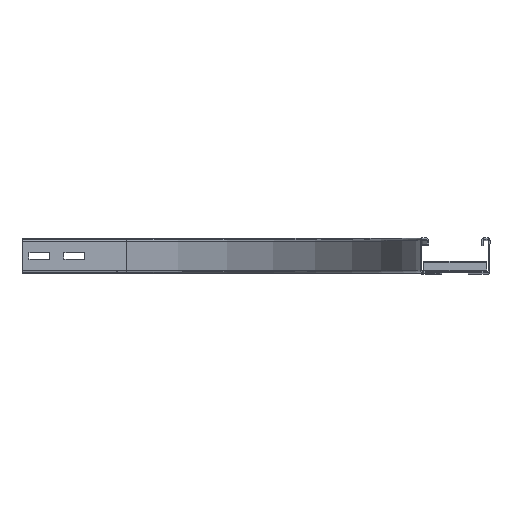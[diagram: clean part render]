
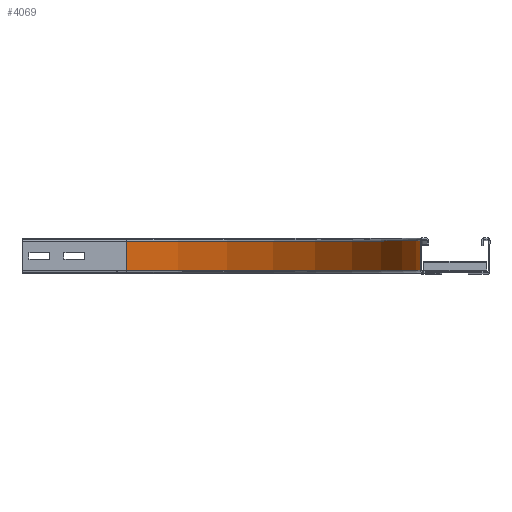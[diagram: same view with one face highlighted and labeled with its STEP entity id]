
A CAD part, top view. The second image highlights one B-rep face of the part: STEP entity #4069.
In plain terms, the highlighted cylindrical face has radius 420 mm (diameter 840 mm), a partial arc.
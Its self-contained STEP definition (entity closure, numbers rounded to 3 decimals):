
#136=CIRCLE('',#4448,420.);
#138=CIRCLE('',#4451,420.);
#236=CYLINDRICAL_SURFACE('',#4450,420.);
#318=FACE_OUTER_BOUND('',#578,.T.);
#578=EDGE_LOOP('',(#2848,#2849,#2850,#2851));
#891=LINE('',#6140,#1357);
#912=LINE('',#6201,#1378);
#1357=VECTOR('',#4906,10.);
#1378=VECTOR('',#4971,10.);
#1806=VERTEX_POINT('',#6133);
#1808=VERTEX_POINT('',#6139);
#1825=VERTEX_POINT('',#6195);
#1826=VERTEX_POINT('',#6199);
#2167=EDGE_CURVE('',#1806,#1808,#891,.T.);
#2195=EDGE_CURVE('',#1825,#1806,#136,.T.);
#2197=EDGE_CURVE('',#1826,#1808,#138,.T.);
#2198=EDGE_CURVE('',#1825,#1826,#912,.T.);
#2848=ORIENTED_EDGE('',*,*,#2167,.T.);
#2849=ORIENTED_EDGE('',*,*,#2197,.F.);
#2850=ORIENTED_EDGE('',*,*,#2198,.F.);
#2851=ORIENTED_EDGE('',*,*,#2195,.T.);
#4069=ADVANCED_FACE('',(#318),#236,.F.);
#4448=AXIS2_PLACEMENT_3D('',#6196,#4963,#4964);
#4450=AXIS2_PLACEMENT_3D('',#6198,#4967,#4968);
#4451=AXIS2_PLACEMENT_3D('',#6200,#4969,#4970);
#4906=DIRECTION('',(0.,1.,0.));
#4963=DIRECTION('center_axis',(0.,-1.,0.));
#4964=DIRECTION('ref_axis',(-1.,0.,0.));
#4967=DIRECTION('center_axis',(0.,-1.,0.));
#4968=DIRECTION('ref_axis',(-1.,0.,0.));
#4969=DIRECTION('center_axis',(0.,-1.,0.));
#4970=DIRECTION('ref_axis',(-1.,0.,0.));
#4971=DIRECTION('',(0.,1.,0.));
#6133=CARTESIAN_POINT('',(451.,4.,-420.));
#6139=CARTESIAN_POINT('',(451.,46.,-420.));
#6140=CARTESIAN_POINT('',(451.,46.,-420.));
#6195=CARTESIAN_POINT('',(31.,4.,0.));
#6196=CARTESIAN_POINT('Origin',(451.,4.,0.));
#6198=CARTESIAN_POINT('Origin',(451.,21.188,0.));
#6199=CARTESIAN_POINT('',(31.,46.,0.));
#6200=CARTESIAN_POINT('Origin',(451.,46.,0.));
#6201=CARTESIAN_POINT('',(31.,-27.524,0.));
